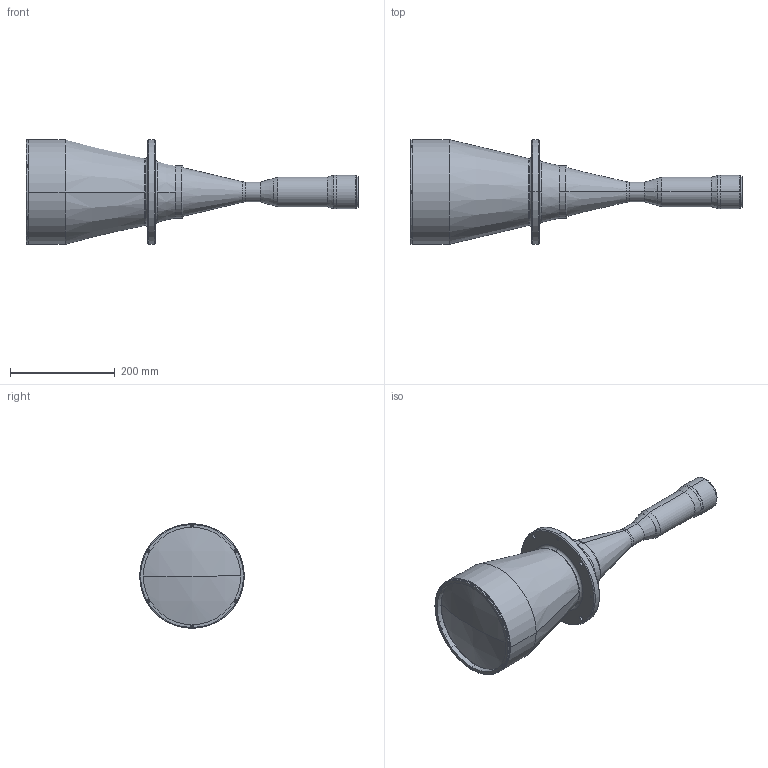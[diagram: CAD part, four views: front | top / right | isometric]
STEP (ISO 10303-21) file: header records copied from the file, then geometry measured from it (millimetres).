
FILE_DESCRIPTION (( 'STEP AP203' ), '1' );
FILE_NAME ('TC16M144-K.step', '2018-11-27T16:19:50', ( '' ), ( '' ), 'SwSTEP 2.0', 'SolidWorks 2018', '' );
FILE_SCHEMA (( 'CONFIG_CONTROL_DESIGN' ));
Length unit declared in the file: millimetre
Products named in the file (1): TC16M144-K
Bounding box: 634.44 x 200 x 200 mm (x, y, z)
Surface area: 317455.1 mm2 (no closed solid volume)
Topology: 0 solids, 18 shells, 181 faces, 505 edges, 337 vertices
Faces by surface type: cylinder 67, plane 66, torus 26, cone 20, sphere 2
Entity records: 6099 total; most frequent: CARTESIAN_POINT 1182, DIRECTION 1113, ORIENTED_EDGE 872, EDGE_CURVE 505, AXIS2_PLACEMENT_3D 438, VERTEX_POINT 337, CIRCLE 256, VECTOR 237
